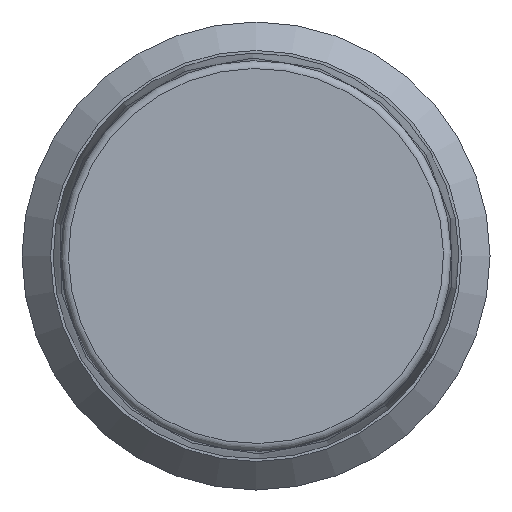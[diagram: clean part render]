
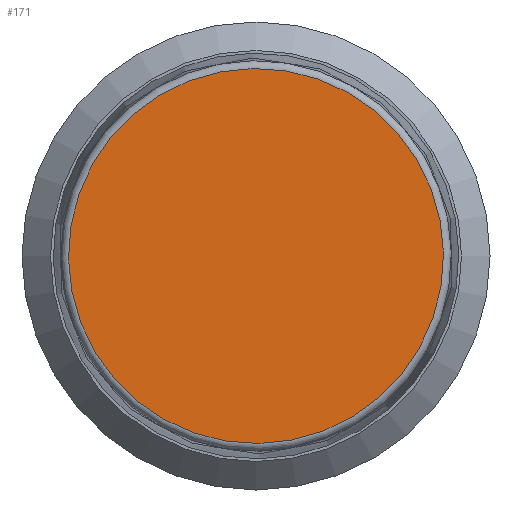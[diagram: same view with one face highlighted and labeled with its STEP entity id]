
A CAD part, left-side view. The second image highlights one B-rep face of the part: STEP entity #171.
In plain terms, the highlighted planar face has unit normal (-1, 0, 0).
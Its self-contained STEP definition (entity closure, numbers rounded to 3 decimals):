
#171 = ADVANCED_FACE( '', ( #211 ), #212, .F. );
#211 = FACE_OUTER_BOUND( '', #285, .T. );
#212 = PLANE( '', #286 );
#285 = EDGE_LOOP( '', ( #382 ) );
#286 = AXIS2_PLACEMENT_3D( '', #383, #384, #385 );
#382 = ORIENTED_EDGE( '', *, *, #507, .T. );
#383 = CARTESIAN_POINT( '', ( 0., 0., 0. ) );
#384 = DIRECTION( '', ( 1., 0., 0. ) );
#385 = DIRECTION( '', ( 0., 0., -1. ) );
#507 = EDGE_CURVE( '', #607, #607, #608, .F. );
#607 = VERTEX_POINT( '', #677 );
#608 = CIRCLE( '', #678, 4.808 );
#677 = CARTESIAN_POINT( '', ( 0., 0., -4.808 ) );
#678 = AXIS2_PLACEMENT_3D( '', #775, #776, #777 );
#775 = CARTESIAN_POINT( '', ( 0., 0., 0. ) );
#776 = DIRECTION( '', ( 1., 0., 0. ) );
#777 = DIRECTION( '', ( 0., 0., -1. ) );
